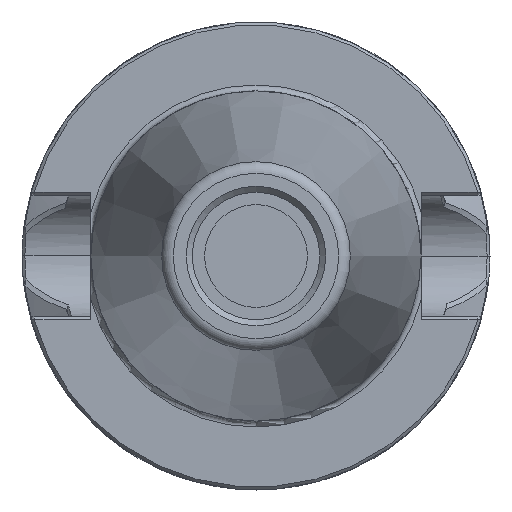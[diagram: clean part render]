
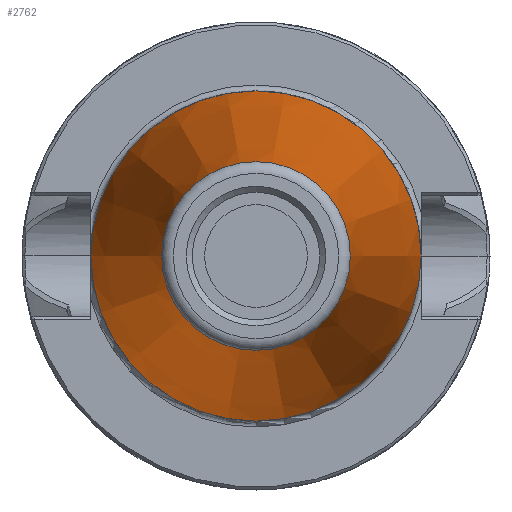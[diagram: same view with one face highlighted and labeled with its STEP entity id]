
A CAD part, left-side view. The second image highlights one B-rep face of the part: STEP entity #2762.
In plain terms, the highlighted conical face has half-angle 8.445 degrees and reference radius 17.363 mm.
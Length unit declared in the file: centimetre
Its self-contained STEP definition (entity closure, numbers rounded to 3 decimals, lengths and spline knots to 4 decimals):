
#36=CONICAL_SURFACE('',#2970,1.7363,8.445);
#644=FACE_BOUND('',#931,.T.);
#744=FACE_OUTER_BOUND('',#930,.T.);
#930=EDGE_LOOP('',(#2125));
#931=EDGE_LOOP('',(#2126));
#1044=CIRCLE('',#2962,2.2225);
#1047=CIRCLE('',#2969,1.2701);
#1215=VERTEX_POINT('',#4648);
#1218=VERTEX_POINT('',#4658);
#1541=EDGE_CURVE('',#1215,#1215,#1044,.T.);
#1544=EDGE_CURVE('',#1218,#1218,#1047,.T.);
#2125=ORIENTED_EDGE('',*,*,#1541,.T.);
#2126=ORIENTED_EDGE('',*,*,#1544,.F.);
#2762=ADVANCED_FACE('',(#744,#644),#36,.T.);
#2962=AXIS2_PLACEMENT_3D('',#4649,#3451,#3452);
#2969=AXIS2_PLACEMENT_3D('',#4659,#3465,#3466);
#2970=AXIS2_PLACEMENT_3D('',#4660,#3467,#3468);
#3451=DIRECTION('center_axis',(-1.,0.,0.));
#3452=DIRECTION('ref_axis',(0.,0.,1.));
#3465=DIRECTION('center_axis',(-1.,0.,0.));
#3466=DIRECTION('ref_axis',(0.,1.,0.));
#3467=DIRECTION('center_axis',(1.,0.,0.));
#3468=DIRECTION('ref_axis',(0.,-1.,0.));
#4648=CARTESIAN_POINT('',(2.1723,-2.6128,0.));
#4649=CARTESIAN_POINT('Origin',(2.1723,-0.3903,0.));
#4658=CARTESIAN_POINT('',(-4.2422,-1.6605,0.));
#4659=CARTESIAN_POINT('Origin',(-4.2422,-0.3903,0.));
#4660=CARTESIAN_POINT('Origin',(-1.1027,-0.3903,0.));
